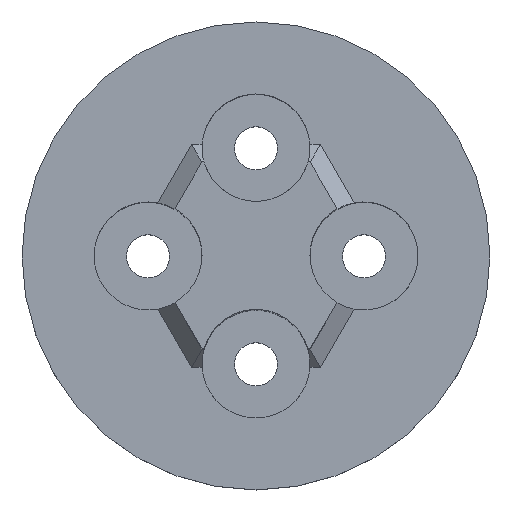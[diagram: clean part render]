
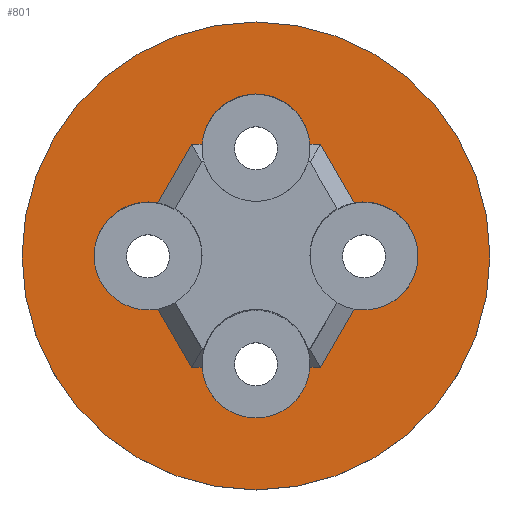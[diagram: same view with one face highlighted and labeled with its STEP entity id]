
A CAD part, top view. The second image highlights one B-rep face of the part: STEP entity #801.
In plain terms, the highlighted planar face has unit normal (0, 0, 1).
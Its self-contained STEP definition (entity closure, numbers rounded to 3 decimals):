
#605=CARTESIAN_POINT('',(-13.,78.,4.5));
#606=VERTEX_POINT('',#605);
#632=CARTESIAN_POINT('',(-0.,65.,4.5));
#633=VERTEX_POINT('',#632);
#634=CARTESIAN_POINT('',(-0.,78.,4.5));
#635=DIRECTION('',(-0.,0.,1.));
#636=DIRECTION('',(-0.,-1.,0.));
#637=AXIS2_PLACEMENT_3D('',#634,#635,#636);
#638=CIRCLE('',#637,13.);
#639=EDGE_CURVE('',#633,#606,#638,.T.);
#641=CARTESIAN_POINT('',(-0.,78.,4.5));
#642=DIRECTION('',(-0.,0.,1.));
#643=DIRECTION('',(-0.,-1.,0.));
#644=AXIS2_PLACEMENT_3D('',#641,#642,#643);
#645=CIRCLE('',#644,13.);
#646=EDGE_CURVE('',#606,#633,#645,.T.);
#681=CARTESIAN_POINT('',(-0.,85.,4.5));
#682=DIRECTION('',(-0.,0.,1.));
#683=DIRECTION('',(-1.,-0.,-0.));
#684=AXIS2_PLACEMENT_3D('',#681,#682,#683);
#685=PLANE('',#684);
#686=CARTESIAN_POINT('',(-2.994,71.804,4.5));
#687=VERTEX_POINT('',#686);
#688=CARTESIAN_POINT('',(2.994,71.804,4.5));
#689=VERTEX_POINT('',#688);
#690=CARTESIAN_POINT('',(-0.,72.,4.5));
#691=DIRECTION('',(-0.,0.,1.));
#692=DIRECTION('',(-1.,-0.,-0.));
#693=AXIS2_PLACEMENT_3D('',#690,#691,#692);
#694=CIRCLE('',#693,3.);
#695=EDGE_CURVE('',#687,#689,#694,.T.);
#696=ORIENTED_EDGE('',*,*,#695,.F.);
#697=CARTESIAN_POINT('',(-3.577,71.804,4.5));
#698=VERTEX_POINT('',#697);
#699=CARTESIAN_POINT('',(-2.994,71.804,4.5));
#700=DIRECTION('',(-1.,0.,-0.));
#701=VECTOR('',#700,0.584);
#702=LINE('',#699,#701);
#703=EDGE_CURVE('',#687,#698,#702,.T.);
#704=ORIENTED_EDGE('',*,*,#703,.T.);
#705=CARTESIAN_POINT('',(-5.452,75.051,4.5));
#706=VERTEX_POINT('',#705);
#707=CARTESIAN_POINT('',(-3.577,71.804,4.5));
#708=DIRECTION('',(-0.5,0.866,-0.));
#709=VECTOR('',#708,3.749);
#710=LINE('',#707,#709);
#711=EDGE_CURVE('',#698,#706,#710,.T.);
#712=ORIENTED_EDGE('',*,*,#711,.T.);
#713=CARTESIAN_POINT('',(-5.452,80.949,4.5));
#714=VERTEX_POINT('',#713);
#715=CARTESIAN_POINT('',(-6.,78.,4.5));
#716=DIRECTION('',(-0.,0.,1.));
#717=DIRECTION('',(-1.,-0.,-0.));
#718=AXIS2_PLACEMENT_3D('',#715,#716,#717);
#719=CIRCLE('',#718,3.);
#720=EDGE_CURVE('',#714,#706,#719,.T.);
#721=ORIENTED_EDGE('',*,*,#720,.F.);
#722=CARTESIAN_POINT('',(-3.577,84.196,4.5));
#723=VERTEX_POINT('',#722);
#724=CARTESIAN_POINT('',(-5.452,80.949,4.5));
#725=DIRECTION('',(0.5,0.866,-0.));
#726=VECTOR('',#725,3.749);
#727=LINE('',#724,#726);
#728=EDGE_CURVE('',#714,#723,#727,.T.);
#729=ORIENTED_EDGE('',*,*,#728,.T.);
#730=CARTESIAN_POINT('',(-2.994,84.196,4.5));
#731=VERTEX_POINT('',#730);
#732=CARTESIAN_POINT('',(-3.577,84.196,4.5));
#733=DIRECTION('',(1.,-0.,0.));
#734=VECTOR('',#733,0.584);
#735=LINE('',#732,#734);
#736=EDGE_CURVE('',#723,#731,#735,.T.);
#737=ORIENTED_EDGE('',*,*,#736,.T.);
#738=CARTESIAN_POINT('',(2.994,84.196,4.5));
#739=VERTEX_POINT('',#738);
#740=CARTESIAN_POINT('',(-0.,84.,4.5));
#741=DIRECTION('',(-0.,0.,1.));
#742=DIRECTION('',(-1.,-0.,-0.));
#743=AXIS2_PLACEMENT_3D('',#740,#741,#742);
#744=CIRCLE('',#743,3.);
#745=EDGE_CURVE('',#739,#731,#744,.T.);
#746=ORIENTED_EDGE('',*,*,#745,.F.);
#747=CARTESIAN_POINT('',(3.577,84.196,4.5));
#748=VERTEX_POINT('',#747);
#749=CARTESIAN_POINT('',(2.994,84.196,4.5));
#750=DIRECTION('',(1.,-0.,0.));
#751=VECTOR('',#750,0.584);
#752=LINE('',#749,#751);
#753=EDGE_CURVE('',#739,#748,#752,.T.);
#754=ORIENTED_EDGE('',*,*,#753,.T.);
#755=CARTESIAN_POINT('',(5.452,80.949,4.5));
#756=VERTEX_POINT('',#755);
#757=CARTESIAN_POINT('',(3.577,84.196,4.5));
#758=DIRECTION('',(0.5,-0.866,0.));
#759=VECTOR('',#758,3.749);
#760=LINE('',#757,#759);
#761=EDGE_CURVE('',#748,#756,#760,.T.);
#762=ORIENTED_EDGE('',*,*,#761,.T.);
#763=CARTESIAN_POINT('',(9.,78.,4.5));
#764=VERTEX_POINT('',#763);
#765=CARTESIAN_POINT('',(6.,78.,4.5));
#766=DIRECTION('',(-0.,0.,1.));
#767=DIRECTION('',(-1.,-0.,-0.));
#768=AXIS2_PLACEMENT_3D('',#765,#766,#767);
#769=CIRCLE('',#768,3.);
#770=EDGE_CURVE('',#764,#756,#769,.T.);
#771=ORIENTED_EDGE('',*,*,#770,.F.);
#772=CARTESIAN_POINT('',(5.452,75.051,4.5));
#773=VERTEX_POINT('',#772);
#774=CARTESIAN_POINT('',(6.,78.,4.5));
#775=DIRECTION('',(-0.,0.,1.));
#776=DIRECTION('',(-1.,-0.,-0.));
#777=AXIS2_PLACEMENT_3D('',#774,#775,#776);
#778=CIRCLE('',#777,3.);
#779=EDGE_CURVE('',#773,#764,#778,.T.);
#780=ORIENTED_EDGE('',*,*,#779,.F.);
#781=CARTESIAN_POINT('',(3.577,71.804,4.5));
#782=VERTEX_POINT('',#781);
#783=CARTESIAN_POINT('',(5.452,75.051,4.5));
#784=DIRECTION('',(-0.5,-0.866,0.));
#785=VECTOR('',#784,3.749);
#786=LINE('',#783,#785);
#787=EDGE_CURVE('',#773,#782,#786,.T.);
#788=ORIENTED_EDGE('',*,*,#787,.T.);
#789=CARTESIAN_POINT('',(3.577,71.804,4.5));
#790=DIRECTION('',(-1.,0.,-0.));
#791=VECTOR('',#790,0.584);
#792=LINE('',#789,#791);
#793=EDGE_CURVE('',#782,#689,#792,.T.);
#794=ORIENTED_EDGE('',*,*,#793,.T.);
#795=EDGE_LOOP('',(#696,#704,#712,#721,#729,#737,#746,#754,#762,#771,#780,#788,#794));
#796=FACE_BOUND('',#795,.T.);
#797=ORIENTED_EDGE('',*,*,#639,.T.);
#798=ORIENTED_EDGE('',*,*,#646,.T.);
#799=EDGE_LOOP('',(#797,#798));
#800=FACE_BOUND('',#799,.T.);
#801=ADVANCED_FACE('',(#796,#800),#685,.T.);
